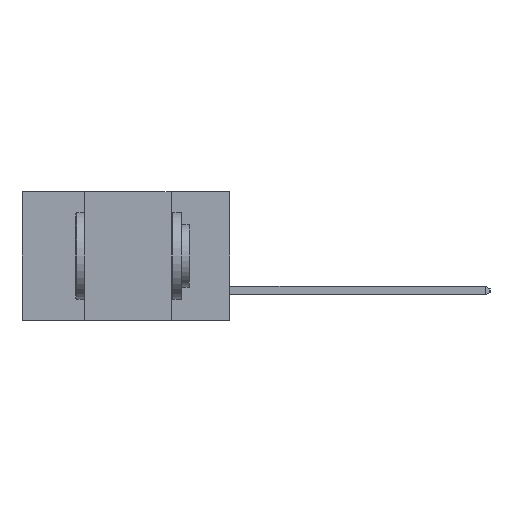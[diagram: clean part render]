
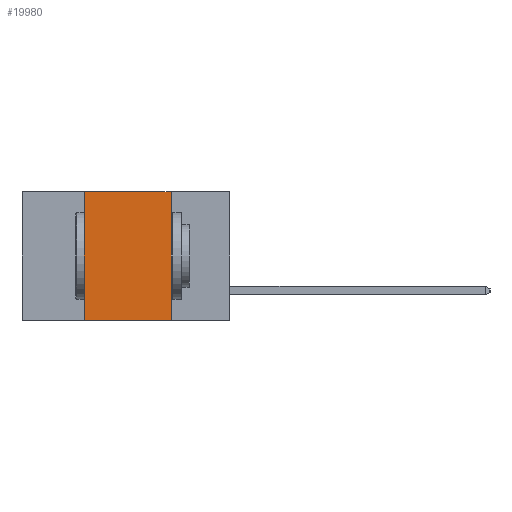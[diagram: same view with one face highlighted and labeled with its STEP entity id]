
A CAD part, left-side view. The second image highlights one B-rep face of the part: STEP entity #19980.
In plain terms, the highlighted planar face has unit normal (-1, 0, 0).
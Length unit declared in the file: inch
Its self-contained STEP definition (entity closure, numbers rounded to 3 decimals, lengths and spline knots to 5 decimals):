
#45 = DIRECTION ( 'NONE',  ( 0., 0., -1. ) ) ;
#1080 = VECTOR ( 'NONE', #45, 39.37008 ) ;
#2558 = DIRECTION ( 'NONE',  ( 0., -1., 0. ) ) ;
#2855 = LINE ( 'NONE', #7807, #11697 ) ;
#3028 = ORIENTED_EDGE ( 'NONE', *, *, #14737, .F. ) ;
#3140 = CARTESIAN_POINT ( 'NONE',  ( 0., 0.42, 0. ) ) ;
#4133 = ORIENTED_EDGE ( 'NONE', *, *, #12421, .T. ) ;
#4712 = ORIENTED_EDGE ( 'NONE', *, *, #18158, .F. ) ;
#4847 = DIRECTION ( 'NONE',  ( 0., -1., 0. ) ) ;
#4877 = CARTESIAN_POINT ( 'NONE',  ( 0., 0.6, 0. ) ) ;
#5282 = CARTESIAN_POINT ( 'NONE',  ( 0., 0.6, 0. ) ) ;
#6151 = CARTESIAN_POINT ( 'NONE',  ( 0., 0.17, 0. ) ) ;
#6405 = LINE ( 'NONE', #15844, #1080 ) ;
#6912 = ORIENTED_EDGE ( 'NONE', *, *, #7046, .F. ) ;
#7046 = EDGE_CURVE ( 'NONE', #17981, #22444, #21118, .T. ) ;
#7807 = CARTESIAN_POINT ( 'NONE',  ( 0., 0.6, -0.37 ) ) ;
#8198 = CARTESIAN_POINT ( 'NONE',  ( 0., 0.42, -0.37 ) ) ;
#8258 = FACE_OUTER_BOUND ( 'NONE', #11849, .T. ) ;
#8846 = DIRECTION ( 'NONE',  ( 0., 0., -1. ) ) ;
#10389 = VERTEX_POINT ( 'NONE', #8198 ) ;
#11697 = VECTOR ( 'NONE', #2558, 39.37008 ) ;
#11849 = EDGE_LOOP ( 'NONE', ( #4712, #6912, #3028, #4133 ) ) ;
#12421 = EDGE_CURVE ( 'NONE', #10389, #22106, #2855, .T. ) ;
#14737 = EDGE_CURVE ( 'NONE', #10389, #17981, #21196, .T. ) ;
#15844 = CARTESIAN_POINT ( 'NONE',  ( 0., 0.17, 0. ) ) ;
#16612 = VECTOR ( 'NONE', #18422, 39.37008 ) ;
#17069 = VECTOR ( 'NONE', #4847, 39.37008 ) ;
#17426 = CARTESIAN_POINT ( 'NONE',  ( 0., 0.17, -0.37 ) ) ;
#17981 = VERTEX_POINT ( 'NONE', #3140 ) ;
#18158 = EDGE_CURVE ( 'NONE', #22444, #22106, #6405, .T. ) ;
#18422 = DIRECTION ( 'NONE',  ( 0., 0., 1. ) ) ;
#19213 = DIRECTION ( 'NONE',  ( 1., 0., 0. ) ) ;
#19980 = ADVANCED_FACE ( 'NONE', ( #8258 ), #20872, .F. ) ;
#20082 = CARTESIAN_POINT ( 'NONE',  ( 0., 0.42, 0. ) ) ;
#20362 = AXIS2_PLACEMENT_3D ( 'NONE', #5282, #19213, #8846 ) ;
#20872 = PLANE ( 'NONE',  #20362 ) ;
#21118 = LINE ( 'NONE', #4877, #17069 ) ;
#21196 = LINE ( 'NONE', #20082, #16612 ) ;
#22106 = VERTEX_POINT ( 'NONE', #17426 ) ;
#22444 = VERTEX_POINT ( 'NONE', #6151 ) ;
